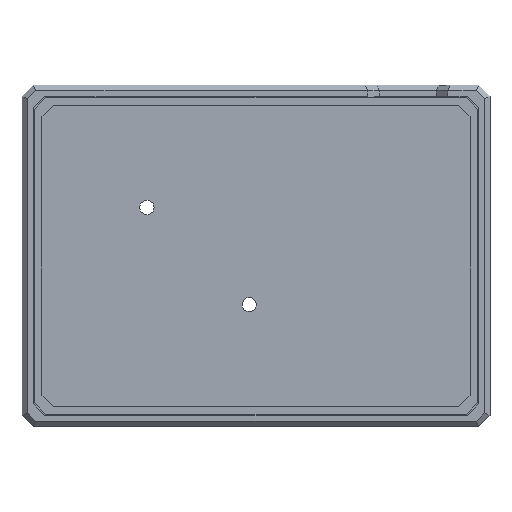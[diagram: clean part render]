
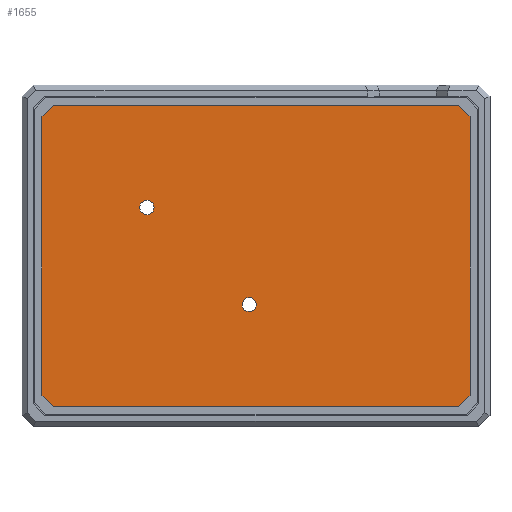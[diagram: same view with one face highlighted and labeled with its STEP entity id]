
A CAD part, top view. The second image highlights one B-rep face of the part: STEP entity #1655.
In plain terms, the highlighted planar face has unit normal (0, 0, 1).
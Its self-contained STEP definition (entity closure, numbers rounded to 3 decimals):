
#21=CIRCLE('',#1718,1.25);
#22=CIRCLE('',#1720,1.25);
#38=FACE_BOUND('',#233,.T.);
#39=FACE_BOUND('',#234,.T.);
#129=FACE_OUTER_BOUND('',#232,.T.);
#232=EDGE_LOOP('',(#1460,#1461,#1462,#1463,#1464,#1465,#1466,#1467));
#233=EDGE_LOOP('',(#1468));
#234=EDGE_LOOP('',(#1469));
#315=LINE('',#2337,#530);
#318=LINE('',#2342,#533);
#320=LINE('',#2346,#535);
#322=LINE('',#2350,#537);
#443=LINE('',#2615,#658);
#447=LINE('',#2624,#662);
#449=LINE('',#2629,#664);
#451=LINE('',#2632,#666);
#530=VECTOR('',#1882,10.);
#533=VECTOR('',#1887,10.);
#535=VECTOR('',#1891,10.);
#537=VECTOR('',#1895,10.);
#658=VECTOR('',#2150,10.);
#662=VECTOR('',#2162,10.);
#664=VECTOR('',#2168,10.);
#666=VECTOR('',#2172,10.);
#725=VERTEX_POINT('',#2334);
#726=VERTEX_POINT('',#2336);
#727=VERTEX_POINT('',#2340);
#728=VERTEX_POINT('',#2344);
#729=VERTEX_POINT('',#2348);
#777=VERTEX_POINT('',#2497);
#778=VERTEX_POINT('',#2501);
#806=VERTEX_POINT('',#2613);
#807=VERTEX_POINT('',#2623);
#808=VERTEX_POINT('',#2628);
#887=EDGE_CURVE('',#726,#725,#315,.F.);
#890=EDGE_CURVE('',#725,#727,#318,.F.);
#892=EDGE_CURVE('',#727,#728,#320,.F.);
#894=EDGE_CURVE('',#728,#729,#322,.F.);
#966=EDGE_CURVE('',#777,#777,#21,.T.);
#968=EDGE_CURVE('',#778,#778,#22,.T.);
#1023=EDGE_CURVE('',#729,#806,#443,.F.);
#1027=EDGE_CURVE('',#807,#726,#447,.F.);
#1029=EDGE_CURVE('',#808,#807,#449,.F.);
#1031=EDGE_CURVE('',#806,#808,#451,.F.);
#1460=ORIENTED_EDGE('',*,*,#1023,.T.);
#1461=ORIENTED_EDGE('',*,*,#1031,.T.);
#1462=ORIENTED_EDGE('',*,*,#1029,.T.);
#1463=ORIENTED_EDGE('',*,*,#1027,.T.);
#1464=ORIENTED_EDGE('',*,*,#887,.T.);
#1465=ORIENTED_EDGE('',*,*,#890,.T.);
#1466=ORIENTED_EDGE('',*,*,#892,.T.);
#1467=ORIENTED_EDGE('',*,*,#894,.T.);
#1468=ORIENTED_EDGE('',*,*,#966,.T.);
#1469=ORIENTED_EDGE('',*,*,#968,.T.);
#1563=PLANE('',#1757);
#1655=ADVANCED_FACE('',(#129,#38,#39),#1563,.T.);
#1718=AXIS2_PLACEMENT_3D('',#2498,#2029,#2030);
#1720=AXIS2_PLACEMENT_3D('',#2502,#2034,#2035);
#1757=AXIS2_PLACEMENT_3D('',#2631,#2170,#2171);
#1882=DIRECTION('',(0.707,0.707,0.));
#1887=DIRECTION('',(0.,1.,0.));
#1891=DIRECTION('',(-0.707,0.707,0.));
#1895=DIRECTION('',(-1.,0.,0.));
#2029=DIRECTION('center_axis',(0.,0.,-1.));
#2030=DIRECTION('ref_axis',(-1.,0.,0.));
#2034=DIRECTION('center_axis',(0.,0.,-1.));
#2035=DIRECTION('ref_axis',(-1.,0.,0.));
#2150=DIRECTION('',(-0.707,-0.707,0.));
#2162=DIRECTION('',(1.,0.,0.));
#2168=DIRECTION('',(0.707,-0.707,0.));
#2170=DIRECTION('center_axis',(0.,0.,1.));
#2171=DIRECTION('ref_axis',(1.,0.,0.));
#2172=DIRECTION('',(0.,-1.,0.));
#2334=CARTESIAN_POINT('',(136.256,-0.755,-6.591));
#2336=CARTESIAN_POINT('',(138.256,1.245,-6.591));
#2337=CARTESIAN_POINT('',(140.02,3.009,-6.591));
#2340=CARTESIAN_POINT('',(136.256,-49.552,-6.591));
#2342=CARTESIAN_POINT('',(136.256,-38.353,-6.591));
#2344=CARTESIAN_POINT('',(138.256,-51.552,-6.591));
#2346=CARTESIAN_POINT('',(140.02,-53.316,-6.591));
#2348=CARTESIAN_POINT('',(209.163,-51.552,-6.591));
#2350=CARTESIAN_POINT('',(192.436,-51.552,-6.591));
#2497=CARTESIAN_POINT('',(173.782,-33.656,-6.591));
#2498=CARTESIAN_POINT('Origin',(172.532,-33.656,-6.591));
#2501=CARTESIAN_POINT('',(155.867,-16.66,-6.591));
#2502=CARTESIAN_POINT('Origin',(154.617,-16.66,-6.591));
#2613=CARTESIAN_POINT('',(211.163,-49.552,-6.591));
#2615=CARTESIAN_POINT('',(207.399,-53.316,-6.591));
#2623=CARTESIAN_POINT('',(209.163,1.245,-6.591));
#2624=CARTESIAN_POINT('',(154.983,1.245,-6.591));
#2628=CARTESIAN_POINT('',(211.163,-0.755,-6.591));
#2629=CARTESIAN_POINT('',(207.399,3.009,-6.591));
#2631=CARTESIAN_POINT('Origin',(173.71,-25.154,-6.591));
#2632=CARTESIAN_POINT('',(211.163,-11.954,-6.591));
